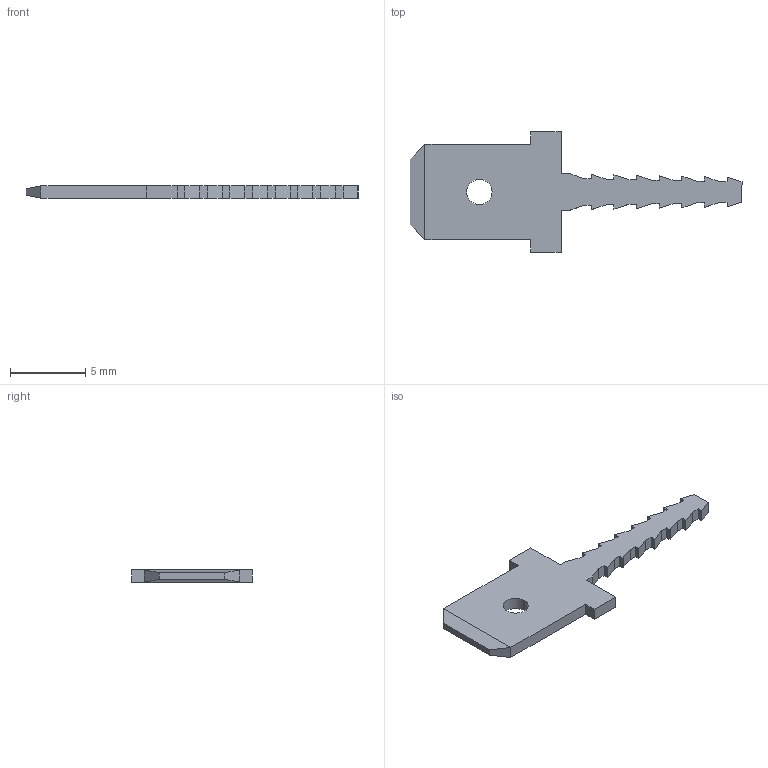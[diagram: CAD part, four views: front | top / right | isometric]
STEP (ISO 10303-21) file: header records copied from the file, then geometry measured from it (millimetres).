
FILE_DESCRIPTION (( 'STEP AP203' ), '1' );
FILE_NAME ('08112.STEP', '2015-02-18T19:52:34', ( '' ), ( '' ), 'SwSTEP 2.0', 'SolidWorks 2014', '' );
FILE_SCHEMA (( 'CONFIG_CONTROL_DESIGN' ));
Length unit declared in the file: inch
Products named in the file (1): 08112
Bounding box: 22 x 7.98 x 0.81 mm (x, y, z)
Volume: 68 mm3; surface area: 223 mm2
Topology: 1 solids, 1 shells, 64 faces, 182 edges, 120 vertices
Faces by surface type: plane 62, cylinder 2
Entity records: 2121 total; most frequent: CARTESIAN_POINT 367, ORIENTED_EDGE 364, DIRECTION 316, EDGE_CURVE 182, VECTOR 178, LINE 178, VERTEX_POINT 120, AXIS2_PLACEMENT_3D 69
